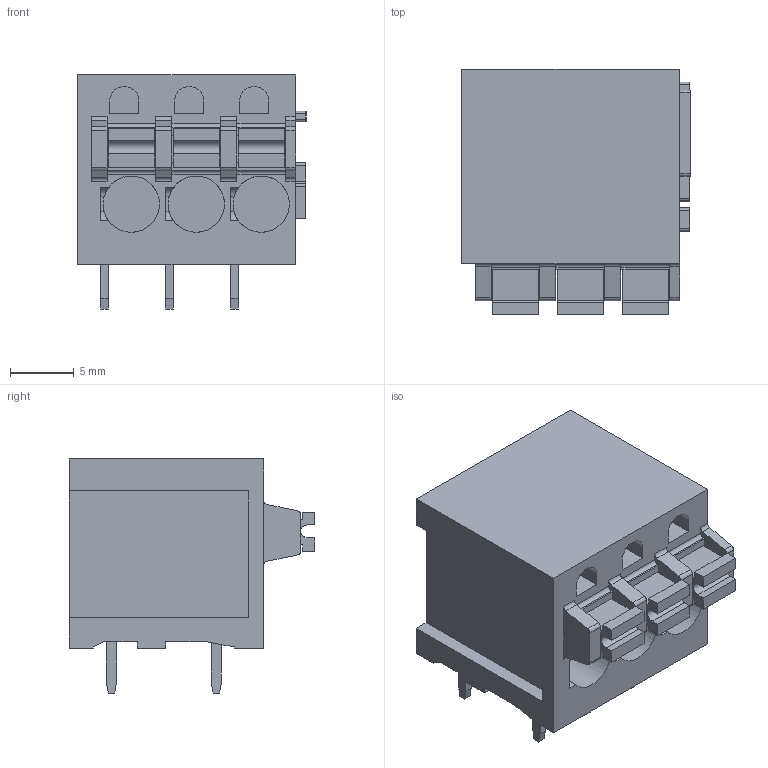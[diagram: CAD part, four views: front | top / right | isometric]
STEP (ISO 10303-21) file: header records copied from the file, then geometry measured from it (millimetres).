
FILE_DESCRIPTION(('CATIA V5 STEP Exchange','CAx-IF Rec.Pracs.--- Model Styling and Organization---1.2---2011-12-15'),'2;1');
FILE_NAME ('D1451098_0_1330720000_1330720000.stp','2018-09-07T11:10:31+00:00',('none'),('Weidmueller'),'CATIA Version 5-6 Release 2014','CATIA V5 STEP AP214','none');
FILE_SCHEMA(('AUTOMOTIVE_DESIGN { 1 0 10303 214 1 1 1 1 }'));
Length unit declared in the file: millimetre
Products named in the file (1): 1330720000
Bounding box: 17.89 x 19.2 x 18.3 mm (x, y, z)
Volume: 3485.2 mm3; surface area: 2430.5 mm2
Topology: 10 solids, 10 shells, 254 faces, 675 edges, 450 vertices
Faces by surface type: plane 193, cylinder 61
Entity records: 7321 total; most frequent: ORIENTED_EDGE 1350, CARTESIAN_POINT 1325, DIRECTION 998, EDGE_CURVE 675, VECTOR 544, LINE 544, VERTEX_POINT 450, AXIS2_PLACEMENT_3D 289
